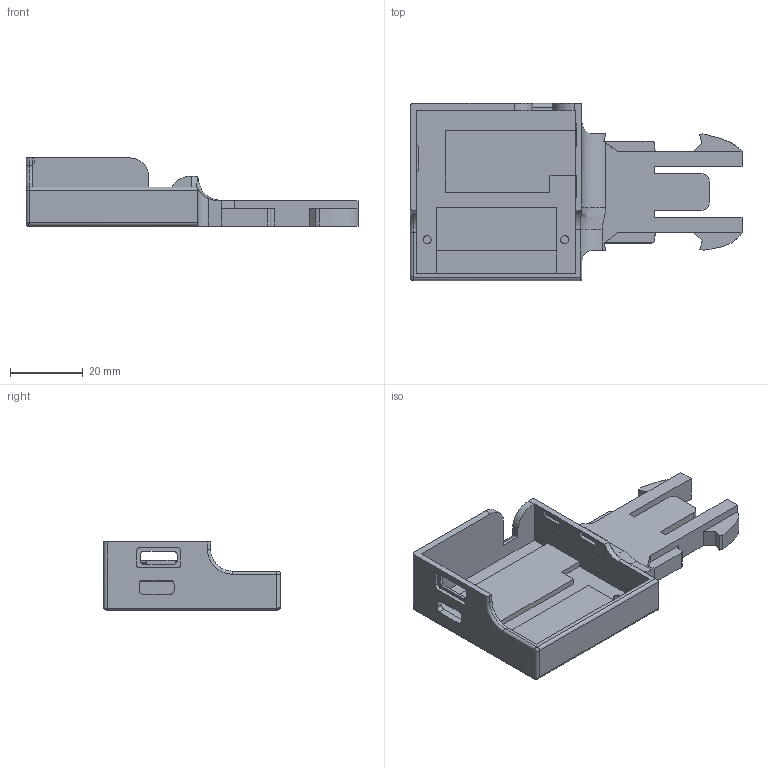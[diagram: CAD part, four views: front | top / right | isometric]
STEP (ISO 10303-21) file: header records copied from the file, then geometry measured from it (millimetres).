
FILE_DESCRIPTION(/* description */ (''),/* implementation_level */ '2;1');
FILE_NAME(/* name */ 'GoProCase.step',/* time_stamp */ '2024-07-15T23:01:01-04:00',/* author */ (''),/* organization */ (''),/* preprocessor_version */ 'ST-DEVELOPER v20',/* originating_system */ 'Autodesk Translation Framework v13.14.0.145',/* authorisation */ '');
FILE_SCHEMA (('AUTOMOTIVE_DESIGN { 1 0 10303 214 3 1 1 }'));
Length unit declared in the file: millimetre
Products named in the file (1): GoProCase
Bounding box: 91.25 x 48.69 x 18.73 mm (x, y, z)
Volume: 15370.4 mm3; surface area: 12821.2 mm2
Topology: 1 solids, 1 shells, 147 faces, 417 edges, 273 vertices
Faces by surface type: plane 102, cylinder 38, bspline 6, torus 1
Full cylindrical faces by diameter (mm): 2.211 x2
Entity records: 5035 total; most frequent: CARTESIAN_POINT 1156, ORIENTED_EDGE 830, DIRECTION 766, EDGE_CURVE 415, LINE 326, VECTOR 326, VERTEX_POINT 273, AXIS2_PLACEMENT_3D 220
